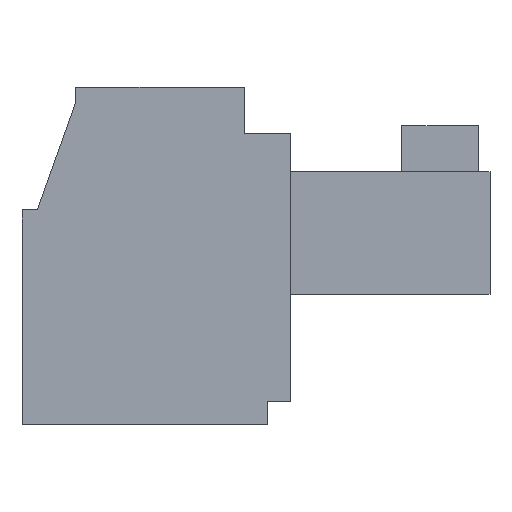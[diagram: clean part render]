
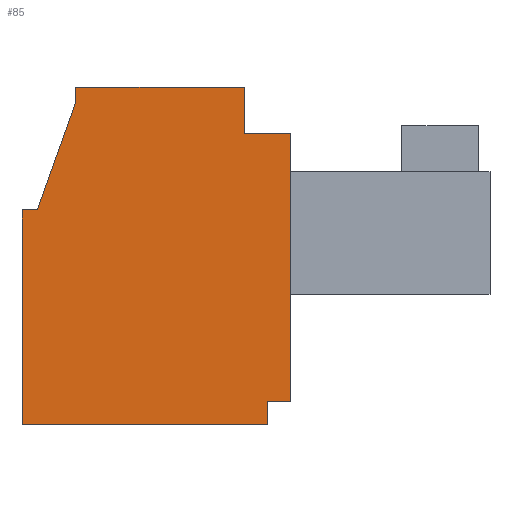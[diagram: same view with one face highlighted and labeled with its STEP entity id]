
A CAD part, front view. The second image highlights one B-rep face of the part: STEP entity #85.
In plain terms, the highlighted planar face has unit normal (0, -1, 0).
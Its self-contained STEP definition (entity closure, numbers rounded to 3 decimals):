
#85=ADVANCED_FACE('',(#196),#1654,.T.);
#196=FACE_OUTER_BOUND('',#315,.T.);
#315=EDGE_LOOP('',(#628,#629,#630,#631,#632,#633,#634,#635,#636,#637,#638));
#628=ORIENTED_EDGE('',*,*,#918,.F.);
#629=ORIENTED_EDGE('',*,*,#1041,.T.);
#630=ORIENTED_EDGE('',*,*,#1040,.T.);
#631=ORIENTED_EDGE('',*,*,#1039,.T.);
#632=ORIENTED_EDGE('',*,*,#1031,.F.);
#633=ORIENTED_EDGE('',*,*,#1038,.F.);
#634=ORIENTED_EDGE('',*,*,#942,.F.);
#635=ORIENTED_EDGE('',*,*,#936,.F.);
#636=ORIENTED_EDGE('',*,*,#934,.F.);
#637=ORIENTED_EDGE('',*,*,#931,.F.);
#638=ORIENTED_EDGE('',*,*,#921,.F.);
#918=EDGE_CURVE('',#1441,#1440,#1223,.T.);
#921=EDGE_CURVE('',#1440,#1442,#1226,.T.);
#931=EDGE_CURVE('',#1442,#1451,#1236,.T.);
#934=EDGE_CURVE('',#1451,#1452,#1239,.T.);
#936=EDGE_CURVE('',#1452,#1453,#1241,.T.);
#942=EDGE_CURVE('',#1453,#1461,#1247,.T.);
#1031=EDGE_CURVE('',#1519,#1518,#1310,.T.);
#1038=EDGE_CURVE('',#1461,#1519,#1315,.T.);
#1039=EDGE_CURVE('',#1521,#1518,#1316,.T.);
#1040=EDGE_CURVE('',#1522,#1521,#1317,.T.);
#1041=EDGE_CURVE('',#1441,#1522,#1318,.T.);
#1223=B_SPLINE_CURVE_WITH_KNOTS('',1,(#2583,#2584),.UNSPECIFIED.,.F.,.F.,
(2,2),(-0.32,0.),.UNSPECIFIED.);
#1226=B_SPLINE_CURVE_WITH_KNOTS('',1,(#2589,#2590),.UNSPECIFIED.,.F.,.F.,
(2,2),(-0.28,0.),.UNSPECIFIED.);
#1236=B_SPLINE_CURVE_WITH_KNOTS('',1,(#2609,#2610),.UNSPECIFIED.,.F.,.F.,
(2,2),(-0.02,0.),.UNSPECIFIED.);
#1239=B_SPLINE_CURVE_WITH_KNOTS('',1,(#2615,#2616),.UNSPECIFIED.,.F.,.F.,
(2,2),(-0.149,0.),.UNSPECIFIED.);
#1241=B_SPLINE_CURVE_WITH_KNOTS('',1,(#2619,#2620),.UNSPECIFIED.,.F.,.F.,
(2,2),(-0.02,0.),.UNSPECIFIED.);
#1247=B_SPLINE_CURVE_WITH_KNOTS('',1,(#2631,#2632),.UNSPECIFIED.,.F.,.F.,
(2,2),(-0.22,0.),.UNSPECIFIED.);
#1310=B_SPLINE_CURVE_WITH_KNOTS('',1,(#2859,#2860),.UNSPECIFIED.,.F.,.F.,
(2,2),(-0.06,0.),.UNSPECIFIED.);
#1315=B_SPLINE_CURVE_WITH_KNOTS('',1,(#2875,#2876),.UNSPECIFIED.,.F.,.F.,
(2,2),(-0.06,0.),.UNSPECIFIED.);
#1316=B_SPLINE_CURVE_WITH_KNOTS('',1,(#2877,#2878),.UNSPECIFIED.,.F.,.F.,
(2,2),(-0.35,0.),.UNSPECIFIED.);
#1317=B_SPLINE_CURVE_WITH_KNOTS('',1,(#2879,#2880),.UNSPECIFIED.,.F.,.F.,
(2,2),(-0.03,0.),.UNSPECIFIED.);
#1318=B_SPLINE_CURVE_WITH_KNOTS('',1,(#2881,#2882),.UNSPECIFIED.,.F.,.F.,
(2,2),(-0.03,0.),.UNSPECIFIED.);
#1440=VERTEX_POINT('',#2406);
#1441=VERTEX_POINT('',#2407);
#1442=VERTEX_POINT('',#2408);
#1451=VERTEX_POINT('',#2417);
#1452=VERTEX_POINT('',#2418);
#1453=VERTEX_POINT('',#2419);
#1461=VERTEX_POINT('',#2427);
#1518=VERTEX_POINT('',#2484);
#1519=VERTEX_POINT('',#2485);
#1521=VERTEX_POINT('',#2487);
#1522=VERTEX_POINT('',#2488);
#1654=PLANE('',#1763);
#1763=AXIS2_PLACEMENT_3D('',#2127,#1855,$);
#1855=DIRECTION('',(0.,-1.,0.));
#2127=CARTESIAN_POINT('',(-31.648,-5.652,-22.732));
#2406=CARTESIAN_POINT('',(-15.494,-5.652,-6.35));
#2407=CARTESIAN_POINT('',(-7.366,-5.652,-6.35));
#2408=CARTESIAN_POINT('',(-15.494,-5.652,0.762));
#2417=CARTESIAN_POINT('',(-14.986,-5.652,0.762));
#2418=CARTESIAN_POINT('',(-13.716,-5.652,4.318));
#2419=CARTESIAN_POINT('',(-13.716,-5.652,4.826));
#2427=CARTESIAN_POINT('',(-8.128,-5.652,4.826));
#2484=CARTESIAN_POINT('',(-6.604,-5.652,3.302));
#2485=CARTESIAN_POINT('',(-8.128,-5.652,3.302));
#2487=CARTESIAN_POINT('',(-6.604,-5.652,-5.588));
#2488=CARTESIAN_POINT('',(-7.366,-5.652,-5.588));
#2583=CARTESIAN_POINT('',(-7.366,-5.652,-6.35));
#2584=CARTESIAN_POINT('',(-15.494,-5.652,-6.35));
#2589=CARTESIAN_POINT('',(-15.494,-5.652,-6.35));
#2590=CARTESIAN_POINT('',(-15.494,-5.652,0.762));
#2609=CARTESIAN_POINT('',(-15.494,-5.652,0.762));
#2610=CARTESIAN_POINT('',(-14.986,-5.652,0.762));
#2615=CARTESIAN_POINT('',(-14.986,-5.652,0.762));
#2616=CARTESIAN_POINT('',(-13.716,-5.652,4.318));
#2619=CARTESIAN_POINT('',(-13.716,-5.652,4.318));
#2620=CARTESIAN_POINT('',(-13.716,-5.652,4.826));
#2631=CARTESIAN_POINT('',(-13.716,-5.652,4.826));
#2632=CARTESIAN_POINT('',(-8.128,-5.652,4.826));
#2859=CARTESIAN_POINT('',(-8.128,-5.652,3.302));
#2860=CARTESIAN_POINT('',(-6.604,-5.652,3.302));
#2875=CARTESIAN_POINT('',(-8.128,-5.652,4.826));
#2876=CARTESIAN_POINT('',(-8.128,-5.652,3.302));
#2877=CARTESIAN_POINT('',(-6.604,-5.652,-5.588));
#2878=CARTESIAN_POINT('',(-6.604,-5.652,3.302));
#2879=CARTESIAN_POINT('',(-7.366,-5.652,-5.588));
#2880=CARTESIAN_POINT('',(-6.604,-5.652,-5.588));
#2881=CARTESIAN_POINT('',(-7.366,-5.652,-6.35));
#2882=CARTESIAN_POINT('',(-7.366,-5.652,-5.588));
